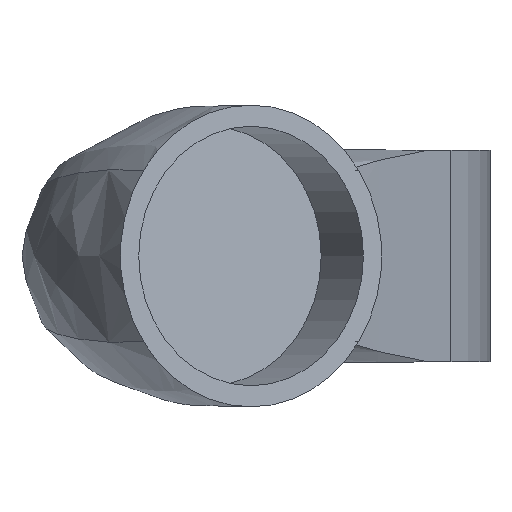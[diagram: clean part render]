
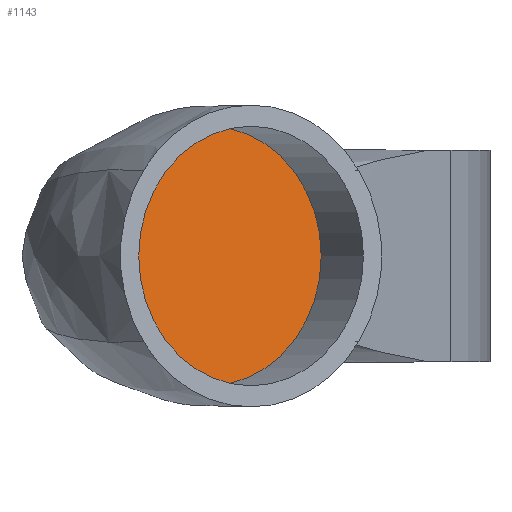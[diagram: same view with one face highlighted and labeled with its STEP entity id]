
A CAD part, front view. The second image highlights one B-rep face of the part: STEP entity #1143.
In plain terms, the highlighted planar face has unit normal (0.5, -0.866, 0).
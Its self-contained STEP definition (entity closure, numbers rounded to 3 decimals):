
#108=FACE_OUTER_BOUND('',#177,.T.);
#177=EDGE_LOOP('',(#957));
#230=CIRCLE('',#1254,12.288);
#552=VERTEX_POINT('',#1858);
#698=EDGE_CURVE('',#552,#552,#230,.T.);
#957=ORIENTED_EDGE('',*,*,#698,.F.);
#1092=PLANE('',#1255);
#1143=ADVANCED_FACE('',(#108),#1092,.F.);
#1254=AXIS2_PLACEMENT_3D('',#1860,#1519,#1520);
#1255=AXIS2_PLACEMENT_3D('',#1861,#1521,#1522);
#1519=DIRECTION('center_axis',(-0.5,0.866,0.));
#1520=DIRECTION('ref_axis',(-0.866,-0.5,0.));
#1521=DIRECTION('center_axis',(-0.5,0.866,0.));
#1522=DIRECTION('ref_axis',(0.,0.,1.));
#1858=CARTESIAN_POINT('',(4.015,-109.784,0.));
#1860=CARTESIAN_POINT('Origin',(-6.627,-115.928,0.));
#1861=CARTESIAN_POINT('Origin',(-6.627,-115.928,0.));
